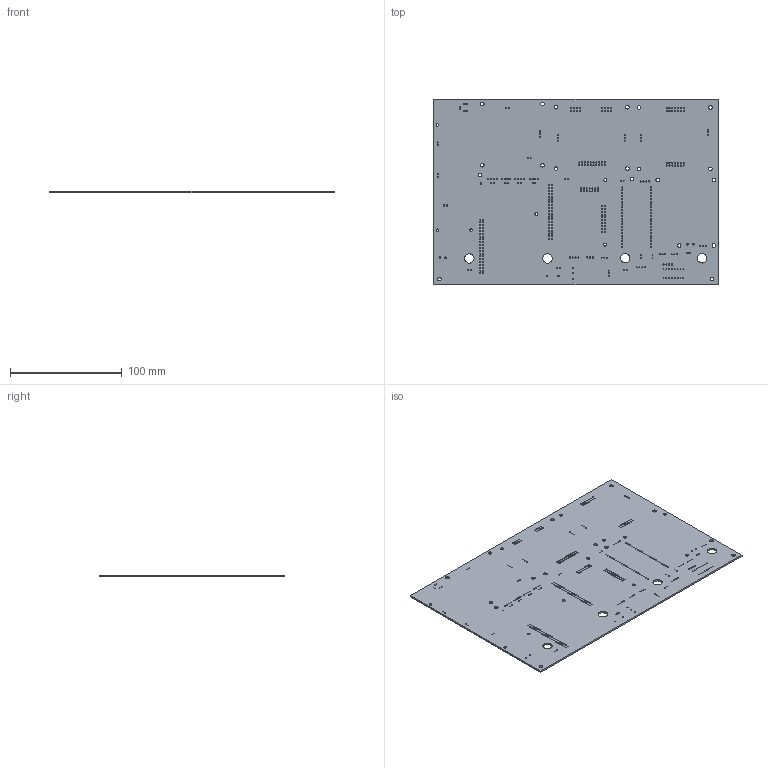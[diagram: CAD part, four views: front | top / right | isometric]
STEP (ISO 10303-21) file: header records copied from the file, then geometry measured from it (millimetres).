
FILE_DESCRIPTION(/* description */ ('KiCad electronic assembly','CAx-IF Rec.Pracs.---Representation and Presentation of Product Manufacturing Information (PMI)---4.0---2014-10-13'),/* implementation_level */ '2;1');
FILE_NAME(/* name */ 'octopus_motherboard_footprint.step',/* time_stamp */ '2025-04-07T16:36:03+03:00',/* author */ (''),/* organization */ (''),/* preprocessor_version */ 'ST-DEVELOPER v20',/* originating_system */ 'Autodesk Translation Framework v13.20.0.188',/* authorisation */ '');
FILE_SCHEMA (('AP242_MANAGED_MODEL_BASED_3D_ENGINEERING_MIM_LF { 1 0 10303 442 1 1 4 }'));
Length unit declared in the file: millimetre
Products named in the file (2): octopus_motherboard 1; Octopus_daughter-board_PCB
Assembly tree (1 placements, depth 2):
  octopus_motherboard 1
    Octopus_daughter-board_PCB
Bounding box: 255 x 166 x 1.51 mm (x, y, z)
Volume: 62877.3 mm3; surface area: 86753 mm2
Topology: 1 solids, 1 shells, 395 faces, 1179 edges, 786 vertices
Faces by surface type: cylinder 383, plane 12
Full cylindrical faces by diameter (mm): 0.8 x20, 0.95 x18, 1 x265, 1.016 x40, 1.32 x2, 1.52 x2, 2.2 x3, 2.7 x2, 2.75 x1, 3.2 x20, 8.4 x4
Entity records: 15339 total; most frequent: DIRECTION 2741, CARTESIAN_POINT 2363, ORIENTED_EDGE 2358, EDGE_CURVE 1179, AXIS2_PLACEMENT_3D 1164, EDGE_LOOP 1155, VERTEX_POINT 786, CIRCLE 766
